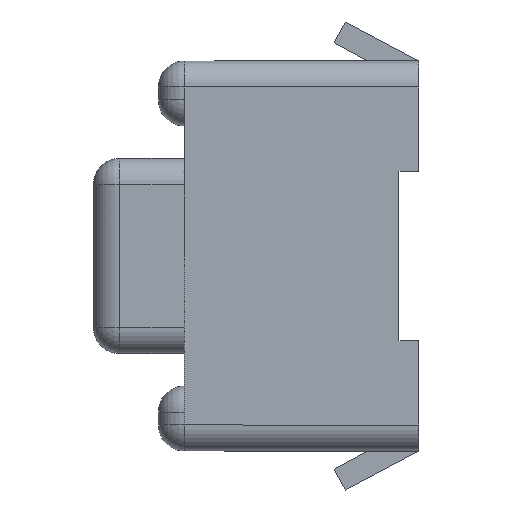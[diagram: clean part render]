
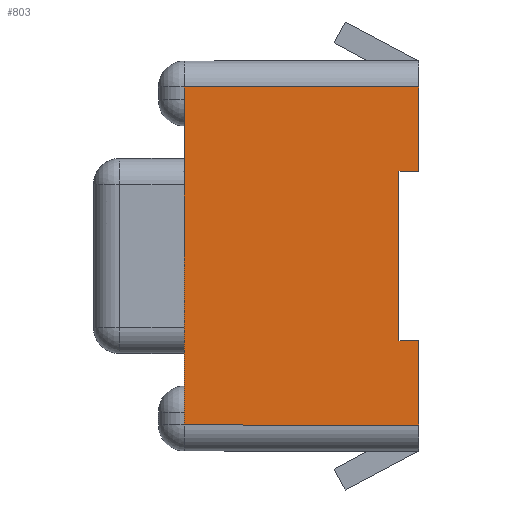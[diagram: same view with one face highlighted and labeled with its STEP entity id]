
A CAD part, left-side view. The second image highlights one B-rep face of the part: STEP entity #803.
In plain terms, the highlighted planar face has unit normal (-1, 0, 0).
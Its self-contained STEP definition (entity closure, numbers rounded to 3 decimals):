
#1 = VERTEX_POINT ( 'NONE', #196 ) ;
#11 = CARTESIAN_POINT ( 'NONE',  ( -1.75, 0., -1.3 ) ) ;
#20 = CARTESIAN_POINT ( 'NONE',  ( -1.75, 0., 2.6 ) ) ;
#51 = LINE ( 'NONE', #939, #2550 ) ;
#56 = CARTESIAN_POINT ( 'NONE',  ( -1.75, 0., -1.3 ) ) ;
#66 = EDGE_CURVE ( 'NONE', #2165, #2097, #1540, .T. ) ;
#161 = EDGE_CURVE ( 'NONE', #1114, #1, #51, .T. ) ;
#196 = CARTESIAN_POINT ( 'NONE',  ( -1.75, 0.3, 1.3 ) ) ;
#330 = CARTESIAN_POINT ( 'NONE',  ( -1.75, 0., -3. ) ) ;
#341 = LINE ( 'NONE', #330, #2140 ) ;
#432 = VERTEX_POINT ( 'NONE', #2258 ) ;
#546 = VECTOR ( 'NONE', #668, 1000. ) ;
#614 = CARTESIAN_POINT ( 'NONE',  ( -1.75, 3.6, 2. ) ) ;
#641 = ORIENTED_EDGE ( 'NONE', *, *, #1290, .F. ) ;
#661 = DIRECTION ( 'NONE',  ( 0., 1., 0. ) ) ;
#668 = DIRECTION ( 'NONE',  ( 0., -1., 0. ) ) ;
#709 = EDGE_CURVE ( 'NONE', #2151, #1963, #1971, .T. ) ;
#746 = DIRECTION ( 'NONE',  ( 1., 0., 0. ) ) ;
#751 = CARTESIAN_POINT ( 'NONE',  ( -1.75, 0., 3. ) ) ;
#769 = VECTOR ( 'NONE', #661, 1000. ) ;
#803 = ADVANCED_FACE ( 'NONE', ( #1662 ), #952, .F. ) ;
#925 = DIRECTION ( 'NONE',  ( 0., 0., -1. ) ) ;
#939 = CARTESIAN_POINT ( 'NONE',  ( -1.75, 0., 1.3 ) ) ;
#941 = EDGE_LOOP ( 'NONE', ( #641, #956, #1850, #1667, #1825, #1349, #2574, #1608, #1778 ) ) ;
#952 = PLANE ( 'NONE',  #2177 ) ;
#956 = ORIENTED_EDGE ( 'NONE', *, *, #2493, .T. ) ;
#1060 = CARTESIAN_POINT ( 'NONE',  ( -1.75, 3.6, -2.6 ) ) ;
#1114 = VERTEX_POINT ( 'NONE', #1647 ) ;
#1139 = VECTOR ( 'NONE', #1712, 1000. ) ;
#1149 = LINE ( 'NONE', #751, #2512 ) ;
#1245 = EDGE_CURVE ( 'NONE', #2097, #432, #2760, .T. ) ;
#1290 = EDGE_CURVE ( 'NONE', #1707, #432, #1673, .T. ) ;
#1329 = CARTESIAN_POINT ( 'NONE',  ( -1.75, 3.6, 2.6 ) ) ;
#1349 = ORIENTED_EDGE ( 'NONE', *, *, #161, .F. ) ;
#1373 = EDGE_CURVE ( 'NONE', #1, #2151, #2774, .T. ) ;
#1462 = VECTOR ( 'NONE', #2569, 1000. ) ;
#1537 = EDGE_CURVE ( 'NONE', #1963, #2444, #341, .T. ) ;
#1540 = LINE ( 'NONE', #1329, #769 ) ;
#1608 = ORIENTED_EDGE ( 'NONE', *, *, #66, .T. ) ;
#1647 = CARTESIAN_POINT ( 'NONE',  ( -1.75, 0., 1.3 ) ) ;
#1652 = DIRECTION ( 'NONE',  ( 0., 0., -1. ) ) ;
#1662 = FACE_OUTER_BOUND ( 'NONE', #941, .T. ) ;
#1667 = ORIENTED_EDGE ( 'NONE', *, *, #709, .F. ) ;
#1673 = LINE ( 'NONE', #614, #1139 ) ;
#1692 = CARTESIAN_POINT ( 'NONE',  ( -1.75, 0.3, 1.3 ) ) ;
#1707 = VERTEX_POINT ( 'NONE', #2265 ) ;
#1712 = DIRECTION ( 'NONE',  ( 0., 0., 1. ) ) ;
#1778 = ORIENTED_EDGE ( 'NONE', *, *, #1245, .T. ) ;
#1800 = DIRECTION ( 'NONE',  ( 0., 1., 0. ) ) ;
#1807 = DIRECTION ( 'NONE',  ( 0., -1., 0. ) ) ;
#1825 = ORIENTED_EDGE ( 'NONE', *, *, #1373, .F. ) ;
#1850 = ORIENTED_EDGE ( 'NONE', *, *, #1537, .F. ) ;
#1900 = CARTESIAN_POINT ( 'NONE',  ( -1.75, 3.6, 2.6 ) ) ;
#1952 = VECTOR ( 'NONE', #1807, 1000. ) ;
#1956 = VECTOR ( 'NONE', #2801, 1000. ) ;
#1963 = VERTEX_POINT ( 'NONE', #11 ) ;
#1971 = LINE ( 'NONE', #56, #1952 ) ;
#2044 = CARTESIAN_POINT ( 'NONE',  ( -1.75, 3.6, -2.6 ) ) ;
#2097 = VERTEX_POINT ( 'NONE', #1900 ) ;
#2140 = VECTOR ( 'NONE', #2713, 1000. ) ;
#2151 = VERTEX_POINT ( 'NONE', #2157 ) ;
#2157 = CARTESIAN_POINT ( 'NONE',  ( -1.75, 0.3, -1.3 ) ) ;
#2158 = CARTESIAN_POINT ( 'NONE',  ( -1.75, 3.6, -2.6 ) ) ;
#2165 = VERTEX_POINT ( 'NONE', #20 ) ;
#2177 = AXIS2_PLACEMENT_3D ( 'NONE', #2044, #746, #1652 ) ;
#2258 = CARTESIAN_POINT ( 'NONE',  ( -1.75, 3.6, 2.4 ) ) ;
#2265 = CARTESIAN_POINT ( 'NONE',  ( -1.75, 3.6, -2.6 ) ) ;
#2288 = EDGE_CURVE ( 'NONE', #2165, #1114, #1149, .T. ) ;
#2418 = CARTESIAN_POINT ( 'NONE',  ( -1.75, 0., -2.6 ) ) ;
#2444 = VERTEX_POINT ( 'NONE', #2418 ) ;
#2493 = EDGE_CURVE ( 'NONE', #1707, #2444, #2629, .T. ) ;
#2512 = VECTOR ( 'NONE', #925, 1000. ) ;
#2550 = VECTOR ( 'NONE', #1800, 1000. ) ;
#2569 = DIRECTION ( 'NONE',  ( 0., 0., -1. ) ) ;
#2574 = ORIENTED_EDGE ( 'NONE', *, *, #2288, .F. ) ;
#2629 = LINE ( 'NONE', #1060, #546 ) ;
#2713 = DIRECTION ( 'NONE',  ( 0., 0., -1. ) ) ;
#2760 = LINE ( 'NONE', #2158, #1956 ) ;
#2774 = LINE ( 'NONE', #1692, #1462 ) ;
#2801 = DIRECTION ( 'NONE',  ( 0., 0., -1. ) ) ;
